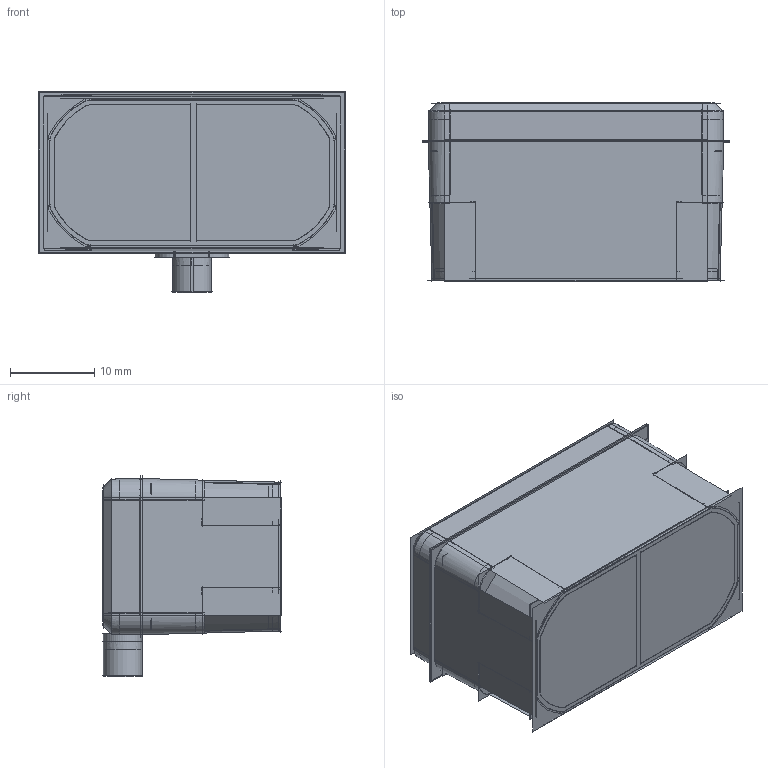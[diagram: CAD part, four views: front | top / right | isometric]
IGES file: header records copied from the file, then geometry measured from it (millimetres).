
Start section:  PTC IGES file: asm0002_asm.igs
Global section: file name: asm0002_asm.igs; native system: Creo Parametric by PTC Inc.; preprocessor: 2015380; author: BW; organization: Unknown; date: 20181101.163647; units: millimetre
Bounding box: 36.4 x 21.22 x 23.83 mm (x, y, z)
Surface area: 16342.8 mm2 (no closed solid volume)
Topology: 0 solids, 0 shells, 562 faces, 7908 edges, 10369 vertices
Faces by surface type: revolution 304, bspline 258
